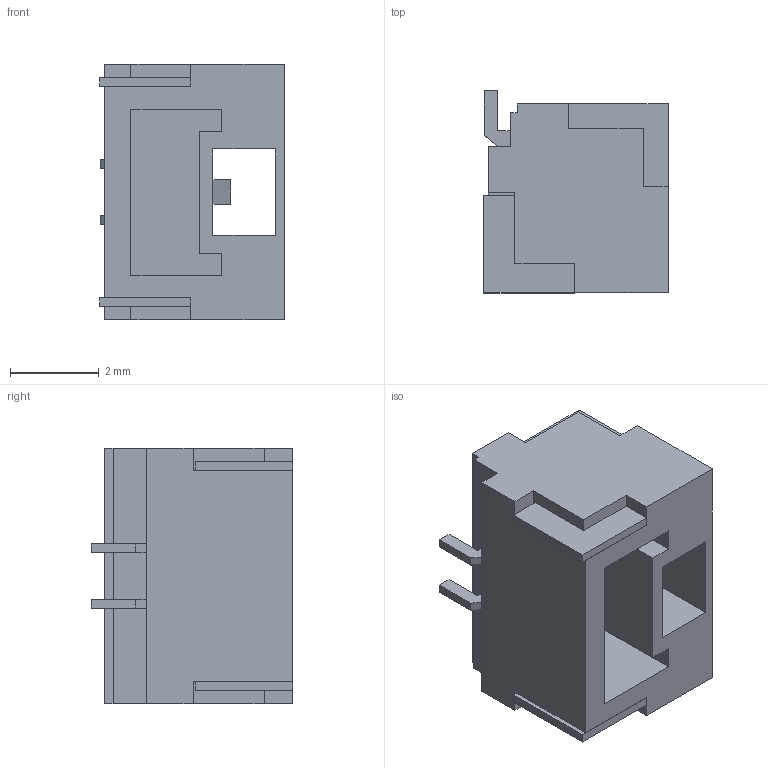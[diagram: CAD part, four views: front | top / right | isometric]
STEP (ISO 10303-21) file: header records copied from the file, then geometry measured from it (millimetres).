
FILE_DESCRIPTION (( 'STEP AP214' ), '1' );
FILE_NAME ('46C0C008-91D4-477B-8CC8-FD17386443D1.STEP', '2023-07-05T06:46:50', ( '' ), ( '' ), 'SwSTEP 2.0', 'SolidWorks 2022', '' );
FILE_SCHEMA (( 'AUTOMOTIVE_DESIGN' ));
Length unit declared in the file: millimetre
Products named in the file (1): 46C0C008-91D4-477B-8CC8-FD17386443D1
Bounding box: 4.16 x 4.55 x 5.76 mm (x, y, z)
Volume: 65.2 mm3; surface area: 189.9 mm2
Topology: 1 solids, 1 shells, 75 faces, 203 edges, 134 vertices
Faces by surface type: plane 75
Entity records: 3124 total; most frequent: CARTESIAN_POINT 413, ORIENTED_EDGE 406, DIRECTION 355, VECTOR 203, LINE 203, EDGE_CURVE 203, VERTEX_POINT 134, EDGE_LOOP 81
